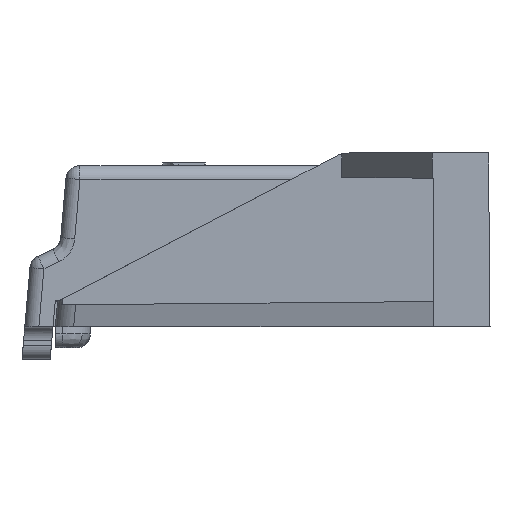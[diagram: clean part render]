
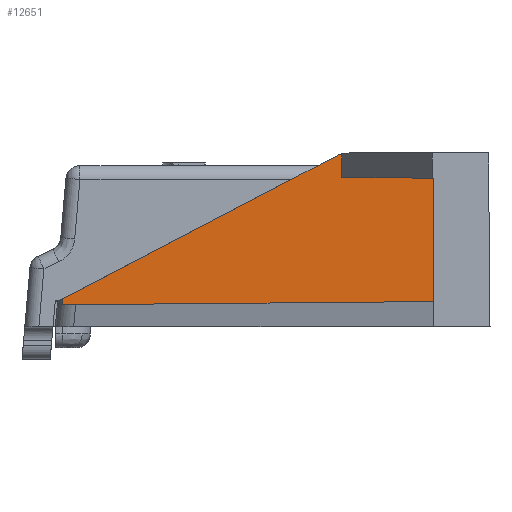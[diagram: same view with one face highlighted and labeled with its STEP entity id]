
A CAD part, left-side view. The second image highlights one B-rep face of the part: STEP entity #12651.
In plain terms, the highlighted planar face has unit normal (-1, 0.009, 0).
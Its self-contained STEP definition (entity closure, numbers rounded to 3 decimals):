
#510 = DIRECTION ( 'NONE',  ( 0.008, 0.886, -0.463 ) ) ;
#1314 = VECTOR ( 'NONE', #22725, 1000. ) ;
#1328 = CARTESIAN_POINT ( 'NONE',  ( -27.743, 0.037, 10.657 ) ) ;
#1925 = CARTESIAN_POINT ( 'NONE',  ( -27.741, 0.308, 12.239 ) ) ;
#2117 = VERTEX_POINT ( 'NONE', #1328 ) ;
#2238 = CARTESIAN_POINT ( 'NONE',  ( -27.743, 0.037, 12.329 ) ) ;
#3203 = CARTESIAN_POINT ( 'NONE',  ( -27.569, 19.974, 1.706 ) ) ;
#4431 = CARTESIAN_POINT ( 'NONE',  ( -27.569, 19.955, 1.98 ) ) ;
#4504 = CARTESIAN_POINT ( 'NONE',  ( -27.798, -6.257, 10.602 ) ) ;
#5179 = PLANE ( 'NONE',  #17817 ) ;
#6273 = EDGE_CURVE ( 'NONE', #10125, #9971, #22537, .T. ) ;
#6288 = CARTESIAN_POINT ( 'NONE',  ( -27.569, 19.984, 1.569 ) ) ;
#6415 = DIRECTION ( 'NONE',  ( -0.009, -1., 0. ) ) ;
#7451 = LINE ( 'NONE', #12180, #17988 ) ;
#7991 = CARTESIAN_POINT ( 'NONE',  ( -27.743, 0.037, 10.6 ) ) ;
#9583 = ORIENTED_EDGE ( 'NONE', *, *, #15573, .T. ) ;
#9971 = VERTEX_POINT ( 'NONE', #26328 ) ;
#9979 = DIRECTION ( 'NONE',  ( 0., 0., -1. ) ) ;
#10125 = VERTEX_POINT ( 'NONE', #27260 ) ;
#10838 = DIRECTION ( 'NONE',  ( -1., 0.009, 0. ) ) ;
#11126 = ORIENTED_EDGE ( 'NONE', *, *, #25842, .T. ) ;
#11289 = DIRECTION ( 'NONE',  ( 0.009, 1., 0.009 ) ) ;
#12180 = CARTESIAN_POINT ( 'NONE',  ( -27.8, -6.5, 0. ) ) ;
#12483 = ORIENTED_EDGE ( 'NONE', *, *, #6273, .T. ) ;
#12523 = CARTESIAN_POINT ( 'NONE',  ( -27.569, 19.984, 1.569 ) ) ;
#12651 = ADVANCED_FACE ( 'NONE', ( #29145 ), #5179, .T. ) ;
#12768 =( BOUNDED_CURVE ( )  B_SPLINE_CURVE ( 3, ( #19764, #27006, #3203, #12523 ),
 .UNSPECIFIED., .F., .F. ) 
 B_SPLINE_CURVE_WITH_KNOTS ( ( 4, 4 ),
 ( 2.161, 2.166 ),
 .UNSPECIFIED. ) 
 CURVE ( )  GEOMETRIC_REPRESENTATION_ITEM ( )  RATIONAL_B_SPLINE_CURVE ( ( 1., 1., 1., 1. ) ) 
 REPRESENTATION_ITEM ( '' )  );
#13023 = LINE ( 'NONE', #7991, #27811 ) ;
#13049 = VECTOR ( 'NONE', #11289, 1000. ) ;
#14563 = VERTEX_POINT ( 'NONE', #6288 ) ;
#15305 = EDGE_LOOP ( 'NONE', ( #21712, #12483, #11126, #20536, #9583, #25946, #19771 ) ) ;
#15573 = EDGE_CURVE ( 'NONE', #14563, #26968, #29817, .T. ) ;
#16356 = EDGE_CURVE ( 'NONE', #21434, #26968, #7451, .T. ) ;
#17397 = CARTESIAN_POINT ( 'NONE',  ( -27.8, -6.5, 10.6 ) ) ;
#17817 = AXIS2_PLACEMENT_3D ( 'NONE', #19688, #10838, #6415 ) ;
#17988 = VECTOR ( 'NONE', #9979, 1000. ) ;
#19507 = EDGE_CURVE ( 'NONE', #27234, #14563, #12768, .T. ) ;
#19688 = CARTESIAN_POINT ( 'NONE',  ( -27.8, -6.5, 0. ) ) ;
#19764 = CARTESIAN_POINT ( 'NONE',  ( -27.569, 19.955, 1.98 ) ) ;
#19771 = ORIENTED_EDGE ( 'NONE', *, *, #30207, .T. ) ;
#19817 = DIRECTION ( 'NONE',  ( 0., 0., 1. ) ) ;
#19886 = LINE ( 'NONE', #21953, #30372 ) ;
#20200 = CARTESIAN_POINT ( 'NONE',  ( -27.798, -6.257, 1.798 ) ) ;
#20536 = ORIENTED_EDGE ( 'NONE', *, *, #19507, .T. ) ;
#21434 = VERTEX_POINT ( 'NONE', #17397 ) ;
#21712 = ORIENTED_EDGE ( 'NONE', *, *, #25178, .T. ) ;
#21953 = CARTESIAN_POINT ( 'NONE',  ( -27.699, 5.087, 9.744 ) ) ;
#22537 =( BOUNDED_CURVE ( )  B_SPLINE_CURVE ( 3, ( #2238, #28244, #1925, #31105 ),
 .UNSPECIFIED., .F., .T. ) 
 B_SPLINE_CURVE_WITH_KNOTS ( ( 4, 4 ),
 ( 4.979, 5.194 ),
 .UNSPECIFIED. ) 
 CURVE ( )  GEOMETRIC_REPRESENTATION_ITEM ( )  RATIONAL_B_SPLINE_CURVE ( ( 1., 0.996, 0.996, 1. ) ) 
 REPRESENTATION_ITEM ( '' )  );
#22725 = DIRECTION ( 'NONE',  ( -0.009, -1., 0.009 ) ) ;
#25178 = EDGE_CURVE ( 'NONE', #2117, #10125, #13023, .T. ) ;
#25842 = EDGE_CURVE ( 'NONE', #9971, #27234, #19886, .T. ) ;
#25946 = ORIENTED_EDGE ( 'NONE', *, *, #16356, .F. ) ;
#26243 = LINE ( 'NONE', #4504, #13049 ) ;
#26328 = CARTESIAN_POINT ( 'NONE',  ( -27.739, 0.435, 12.173 ) ) ;
#26968 = VERTEX_POINT ( 'NONE', #27293 ) ;
#27006 = CARTESIAN_POINT ( 'NONE',  ( -27.569, 19.965, 1.843 ) ) ;
#27234 = VERTEX_POINT ( 'NONE', #4431 ) ;
#27260 = CARTESIAN_POINT ( 'NONE',  ( -27.743, 0.037, 12.329 ) ) ;
#27293 = CARTESIAN_POINT ( 'NONE',  ( -27.8, -6.5, 1.8 ) ) ;
#27811 = VECTOR ( 'NONE', #19817, 1000. ) ;
#28244 = CARTESIAN_POINT ( 'NONE',  ( -27.742, 0.175, 12.291 ) ) ;
#29145 = FACE_OUTER_BOUND ( 'NONE', #15305, .T. ) ;
#29817 = LINE ( 'NONE', #20200, #1314 ) ;
#30207 = EDGE_CURVE ( 'NONE', #21434, #2117, #26243, .T. ) ;
#30372 = VECTOR ( 'NONE', #510, 1000. ) ;
#31105 = CARTESIAN_POINT ( 'NONE',  ( -27.739, 0.435, 12.173 ) ) ;
